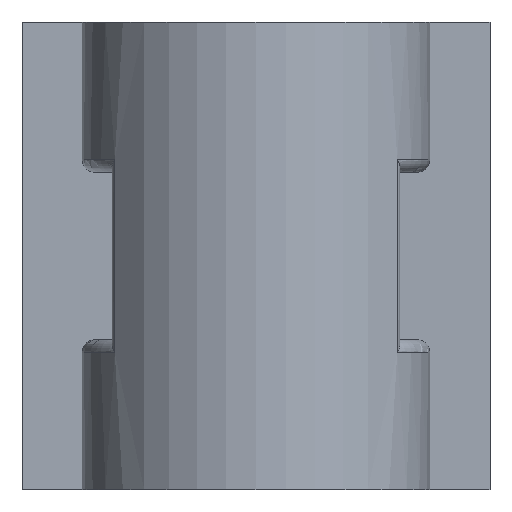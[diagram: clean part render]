
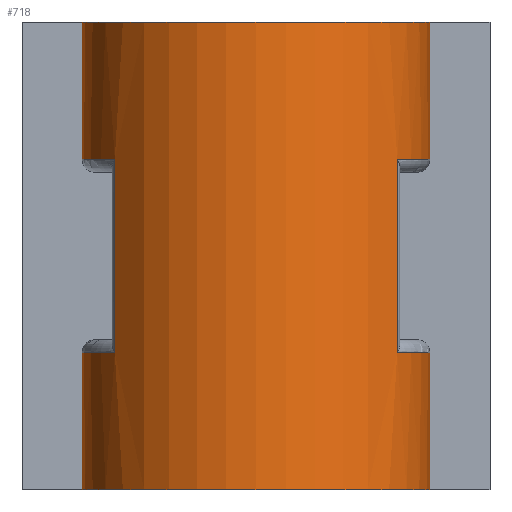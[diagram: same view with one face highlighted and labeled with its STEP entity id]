
A CAD part, left-side view. The second image highlights one B-rep face of the part: STEP entity #718.
In plain terms, the highlighted cylindrical face has radius 2.6 mm (diameter 5.2 mm), a partial arc.
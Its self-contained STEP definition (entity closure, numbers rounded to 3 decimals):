
#43=LINE('',#1057,#123);
#50=LINE('',#1124,#130);
#61=LINE('',#1157,#141);
#62=LINE('',#1160,#142);
#63=LINE('',#1162,#143);
#64=LINE('',#1165,#144);
#123=VECTOR('',#831,10.);
#130=VECTOR('',#870,10.);
#141=VECTOR('',#903,10.);
#142=VECTOR('',#906,10.);
#143=VECTOR('',#907,10.);
#144=VECTOR('',#910,10.);
#206=CYLINDRICAL_SURFACE('',#788,2.6);
#220=FACE_OUTER_BOUND('',#254,.T.);
#254=EDGE_LOOP('',(#553,#554,#555,#556,#557,#558,#559,#560,#561,#562,#563,
#564));
#283=CIRCLE('',#756,2.6);
#284=CIRCLE('',#758,2.6);
#293=CIRCLE('',#772,2.6);
#294=CIRCLE('',#774,2.6);
#303=CIRCLE('',#789,2.6);
#304=CIRCLE('',#790,2.6);
#307=VERTEX_POINT('',#1014);
#308=VERTEX_POINT('',#1016);
#309=VERTEX_POINT('',#1035);
#310=VERTEX_POINT('',#1036);
#321=VERTEX_POINT('',#1081);
#322=VERTEX_POINT('',#1083);
#323=VERTEX_POINT('',#1102);
#324=VERTEX_POINT('',#1103);
#337=VERTEX_POINT('',#1156);
#338=VERTEX_POINT('',#1158);
#339=VERTEX_POINT('',#1161);
#340=VERTEX_POINT('',#1163);
#379=EDGE_CURVE('',#307,#308,#283,.T.);
#381=EDGE_CURVE('',#309,#310,#284,.T.);
#385=EDGE_CURVE('',#308,#309,#43,.T.);
#398=EDGE_CURVE('',#321,#322,#293,.T.);
#400=EDGE_CURVE('',#323,#324,#294,.T.);
#404=EDGE_CURVE('',#322,#323,#50,.T.);
#421=EDGE_CURVE('',#337,#307,#61,.T.);
#422=EDGE_CURVE('',#338,#337,#303,.T.);
#423=EDGE_CURVE('',#324,#338,#62,.T.);
#424=EDGE_CURVE('',#339,#321,#63,.T.);
#425=EDGE_CURVE('',#340,#339,#304,.T.);
#426=EDGE_CURVE('',#310,#340,#64,.T.);
#553=ORIENTED_EDGE('',*,*,#379,.F.);
#554=ORIENTED_EDGE('',*,*,#421,.F.);
#555=ORIENTED_EDGE('',*,*,#422,.F.);
#556=ORIENTED_EDGE('',*,*,#423,.F.);
#557=ORIENTED_EDGE('',*,*,#400,.F.);
#558=ORIENTED_EDGE('',*,*,#404,.F.);
#559=ORIENTED_EDGE('',*,*,#398,.F.);
#560=ORIENTED_EDGE('',*,*,#424,.F.);
#561=ORIENTED_EDGE('',*,*,#425,.F.);
#562=ORIENTED_EDGE('',*,*,#426,.F.);
#563=ORIENTED_EDGE('',*,*,#381,.F.);
#564=ORIENTED_EDGE('',*,*,#385,.F.);
#718=ADVANCED_FACE('',(#220),#206,.T.);
#756=AXIS2_PLACEMENT_3D('',#1017,#819,#820);
#758=AXIS2_PLACEMENT_3D('',#1037,#823,#824);
#772=AXIS2_PLACEMENT_3D('',#1084,#858,#859);
#774=AXIS2_PLACEMENT_3D('',#1104,#862,#863);
#788=AXIS2_PLACEMENT_3D('',#1155,#901,#902);
#789=AXIS2_PLACEMENT_3D('',#1159,#904,#905);
#790=AXIS2_PLACEMENT_3D('',#1164,#908,#909);
#819=DIRECTION('center_axis',(0.,0.,-1.));
#820=DIRECTION('ref_axis',(-0.238,-0.971,0.));
#823=DIRECTION('center_axis',(0.,0.,1.));
#824=DIRECTION('ref_axis',(-0.238,-0.971,0.));
#831=DIRECTION('',(0.,0.,-1.));
#858=DIRECTION('center_axis',(0.,0.,1.));
#859=DIRECTION('ref_axis',(-0.238,0.971,0.));
#862=DIRECTION('center_axis',(0.,0.,-1.));
#863=DIRECTION('ref_axis',(-0.238,0.971,0.));
#870=DIRECTION('',(0.,0.,1.));
#901=DIRECTION('center_axis',(0.,0.,1.));
#902=DIRECTION('ref_axis',(0.,1.,0.));
#903=DIRECTION('',(0.,0.,-1.));
#904=DIRECTION('center_axis',(0.,0.,1.));
#905=DIRECTION('ref_axis',(0.,1.,0.));
#906=DIRECTION('',(0.,0.,1.));
#907=DIRECTION('',(0.,0.,1.));
#908=DIRECTION('center_axis',(0.,0.,-1.));
#909=DIRECTION('ref_axis',(0.,1.,0.));
#910=DIRECTION('',(0.,0.,-1.));
#1014=CARTESIAN_POINT('',(-0.8,-6.1,-2.05));
#1016=CARTESIAN_POINT('',(-2.317,-5.612,-2.05));
#1017=CARTESIAN_POINT('Origin',(-0.8,-3.5,-2.05));
#1035=CARTESIAN_POINT('',(-2.317,-5.612,-4.95));
#1036=CARTESIAN_POINT('',(-0.8,-6.1,-4.95));
#1037=CARTESIAN_POINT('Origin',(-0.8,-3.5,-4.95));
#1057=CARTESIAN_POINT('',(-2.317,-5.612,-7.));
#1081=CARTESIAN_POINT('',(-0.8,-0.9,-4.95));
#1083=CARTESIAN_POINT('',(-2.317,-1.388,-4.95));
#1084=CARTESIAN_POINT('Origin',(-0.8,-3.5,-4.95));
#1102=CARTESIAN_POINT('',(-2.317,-1.388,-2.05));
#1103=CARTESIAN_POINT('',(-0.8,-0.9,-2.05));
#1104=CARTESIAN_POINT('Origin',(-0.8,-3.5,-2.05));
#1124=CARTESIAN_POINT('',(-2.317,-1.388,-7.));
#1155=CARTESIAN_POINT('Origin',(-0.8,-3.5,-7.));
#1156=CARTESIAN_POINT('',(-0.8,-6.1,0.));
#1157=CARTESIAN_POINT('',(-0.8,-6.1,-7.));
#1158=CARTESIAN_POINT('',(-0.8,-0.9,0.));
#1159=CARTESIAN_POINT('Origin',(-0.8,-3.5,0.));
#1160=CARTESIAN_POINT('',(-0.8,-0.9,-7.));
#1161=CARTESIAN_POINT('',(-0.8,-0.9,-7.));
#1162=CARTESIAN_POINT('',(-0.8,-0.9,-7.));
#1163=CARTESIAN_POINT('',(-0.8,-6.1,-7.));
#1164=CARTESIAN_POINT('Origin',(-0.8,-3.5,-7.));
#1165=CARTESIAN_POINT('',(-0.8,-6.1,-7.));
